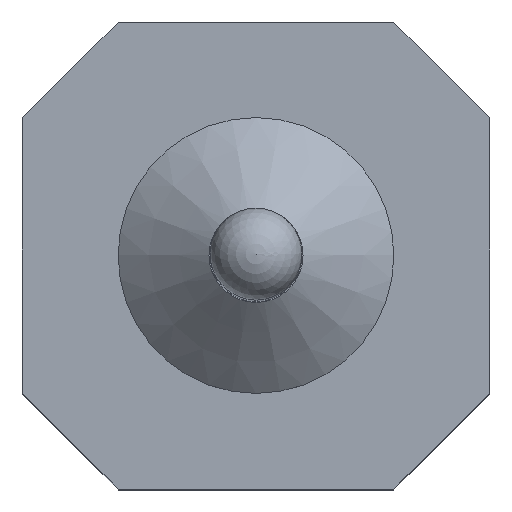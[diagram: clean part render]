
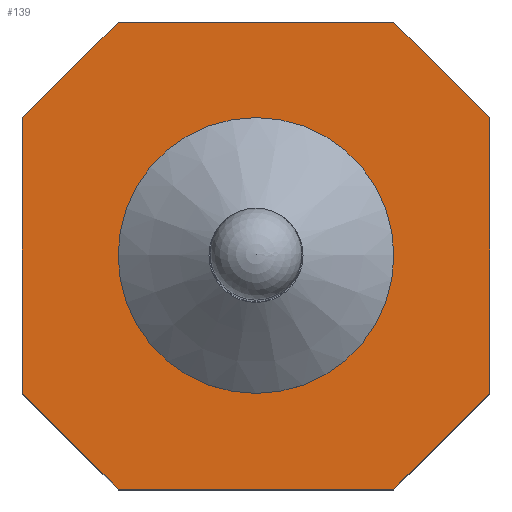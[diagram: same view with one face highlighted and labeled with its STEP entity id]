
A CAD part, top view. The second image highlights one B-rep face of the part: STEP entity #139.
In plain terms, the highlighted planar face has unit normal (0, 0, 1).
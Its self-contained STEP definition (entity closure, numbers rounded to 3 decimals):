
#100 = VERTEX_POINT('',#101);
#101 = CARTESIAN_POINT('',(0.75,0.,0.));
#107 = EDGE_CURVE('',#100,#100,#108,.T.);
#108 = CIRCLE('',#109,0.75);
#109 = AXIS2_PLACEMENT_3D('',#110,#111,#112);
#110 = CARTESIAN_POINT('',(0.,0.,0.));
#111 = DIRECTION('',(0.,0.,-1.));
#112 = DIRECTION('',(1.,0.,0.));
#139 = ADVANCED_FACE('',(#140,#206),#209,.T.);
#140 = FACE_BOUND('',#141,.T.);
#141 = EDGE_LOOP('',(#142,#152,#160,#168,#176,#184,#192,#200));
#142 = ORIENTED_EDGE('',*,*,#143,.T.);
#143 = EDGE_CURVE('',#144,#146,#148,.T.);
#144 = VERTEX_POINT('',#145);
#145 = CARTESIAN_POINT('',(-0.75,1.27,0.));
#146 = VERTEX_POINT('',#147);
#147 = CARTESIAN_POINT('',(-1.27,0.75,0.));
#148 = LINE('',#149,#150);
#149 = CARTESIAN_POINT('',(-0.75,1.27,0.));
#150 = VECTOR('',#151,1.);
#151 = DIRECTION('',(-0.707,-0.707,0.));
#152 = ORIENTED_EDGE('',*,*,#153,.T.);
#153 = EDGE_CURVE('',#146,#154,#156,.T.);
#154 = VERTEX_POINT('',#155);
#155 = CARTESIAN_POINT('',(-1.27,-0.75,0.));
#156 = LINE('',#157,#158);
#157 = CARTESIAN_POINT('',(-1.27,0.75,0.));
#158 = VECTOR('',#159,1.);
#159 = DIRECTION('',(0.,-1.,0.));
#160 = ORIENTED_EDGE('',*,*,#161,.T.);
#161 = EDGE_CURVE('',#154,#162,#164,.T.);
#162 = VERTEX_POINT('',#163);
#163 = CARTESIAN_POINT('',(-0.75,-1.27,0.));
#164 = LINE('',#165,#166);
#165 = CARTESIAN_POINT('',(-1.27,-0.75,0.));
#166 = VECTOR('',#167,1.);
#167 = DIRECTION('',(0.707,-0.707,0.));
#168 = ORIENTED_EDGE('',*,*,#169,.T.);
#169 = EDGE_CURVE('',#162,#170,#172,.T.);
#170 = VERTEX_POINT('',#171);
#171 = CARTESIAN_POINT('',(0.75,-1.27,0.));
#172 = LINE('',#173,#174);
#173 = CARTESIAN_POINT('',(-0.75,-1.27,0.));
#174 = VECTOR('',#175,1.);
#175 = DIRECTION('',(1.,0.,0.));
#176 = ORIENTED_EDGE('',*,*,#177,.T.);
#177 = EDGE_CURVE('',#170,#178,#180,.T.);
#178 = VERTEX_POINT('',#179);
#179 = CARTESIAN_POINT('',(1.27,-0.75,0.));
#180 = LINE('',#181,#182);
#181 = CARTESIAN_POINT('',(0.75,-1.27,0.));
#182 = VECTOR('',#183,1.);
#183 = DIRECTION('',(0.707,0.707,0.));
#184 = ORIENTED_EDGE('',*,*,#185,.T.);
#185 = EDGE_CURVE('',#178,#186,#188,.T.);
#186 = VERTEX_POINT('',#187);
#187 = CARTESIAN_POINT('',(1.27,0.75,0.));
#188 = LINE('',#189,#190);
#189 = CARTESIAN_POINT('',(1.27,-0.75,0.));
#190 = VECTOR('',#191,1.);
#191 = DIRECTION('',(0.,1.,0.));
#192 = ORIENTED_EDGE('',*,*,#193,.T.);
#193 = EDGE_CURVE('',#186,#194,#196,.T.);
#194 = VERTEX_POINT('',#195);
#195 = CARTESIAN_POINT('',(0.75,1.27,0.));
#196 = LINE('',#197,#198);
#197 = CARTESIAN_POINT('',(1.27,0.75,0.));
#198 = VECTOR('',#199,1.);
#199 = DIRECTION('',(-0.707,0.707,0.));
#200 = ORIENTED_EDGE('',*,*,#201,.T.);
#201 = EDGE_CURVE('',#194,#144,#202,.T.);
#202 = LINE('',#203,#204);
#203 = CARTESIAN_POINT('',(0.75,1.27,0.));
#204 = VECTOR('',#205,1.);
#205 = DIRECTION('',(-1.,0.,0.));
#206 = FACE_BOUND('',#207,.T.);
#207 = EDGE_LOOP('',(#208));
#208 = ORIENTED_EDGE('',*,*,#107,.T.);
#209 = PLANE('',#210);
#210 = AXIS2_PLACEMENT_3D('',#211,#212,#213);
#211 = CARTESIAN_POINT('',(0.,0.,0.));
#212 = DIRECTION('',(0.,0.,1.));
#213 = DIRECTION('',(1.,0.,0.));
